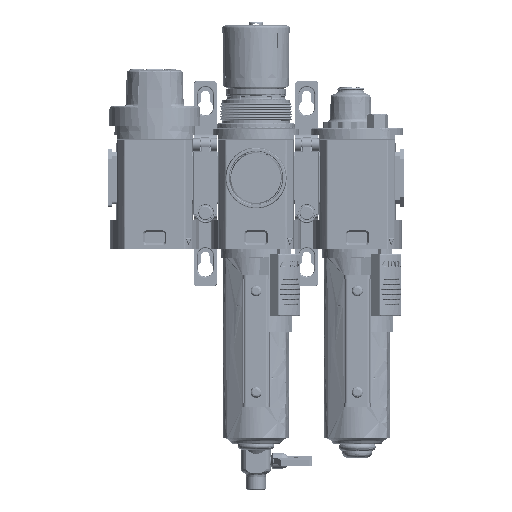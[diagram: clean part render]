
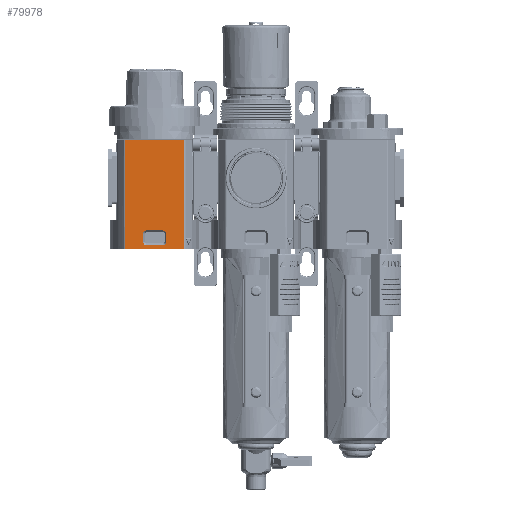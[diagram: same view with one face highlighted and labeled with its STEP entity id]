
A CAD part, top view. The second image highlights one B-rep face of the part: STEP entity #79978.
In plain terms, the highlighted planar face has unit normal (0, 0, 1).
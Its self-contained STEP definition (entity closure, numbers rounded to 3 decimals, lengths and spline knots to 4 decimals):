
#815 = ORIENTED_EDGE ( 'NONE', *, *, #129703, .F. ) ;
#2020 = DIRECTION ( 'NONE',  ( 0., 0., 1. ) ) ;
#3294 = CARTESIAN_POINT ( 'NONE',  ( 0.5797, 2.1841, 1.0236 ) ) ;
#7211 = AXIS2_PLACEMENT_3D ( 'NONE', #105735, #2020, #76895 ) ;
#8155 = VERTEX_POINT ( 'NONE', #166989 ) ;
#11108 = VERTEX_POINT ( 'NONE', #23315 ) ;
#12700 = CARTESIAN_POINT ( 'NONE',  ( 0.5797, 2.1635, 1.0236 ) ) ;
#19953 = EDGE_CURVE ( 'NONE', #28422, #53818, #73009, .T. ) ;
#20161 = VECTOR ( 'NONE', #173870, 39.3701 ) ;
#23315 = CARTESIAN_POINT ( 'NONE',  ( -0.2309, 0.2984, 1.0236 ) ) ;
#28422 = VERTEX_POINT ( 'NONE', #57466 ) ;
#32182 = LINE ( 'NONE', #90768, #78862 ) ;
#34004 = ORIENTED_EDGE ( 'NONE', *, *, #95798, .F. ) ;
#36354 = ORIENTED_EDGE ( 'NONE', *, *, #103864, .F. ) ;
#40560 = CARTESIAN_POINT ( 'NONE',  ( 0.2309, 0.2984, 1.0236 ) ) ;
#42490 = ORIENTED_EDGE ( 'NONE', *, *, #47232, .F. ) ;
#42733 = PLANE ( 'NONE',  #51742 ) ;
#44303 = ORIENTED_EDGE ( 'NONE', *, *, #141668, .F. ) ;
#44621 = DIRECTION ( 'NONE',  ( 0., -1., 0. ) ) ;
#47232 = EDGE_CURVE ( 'NONE', #11108, #62042, #100628, .T. ) ;
#48015 = EDGE_CURVE ( 'NONE', #145721, #89281, #85759, .T. ) ;
#48040 = ORIENTED_EDGE ( 'NONE', *, *, #94363, .F. ) ;
#50120 = CIRCLE ( 'NONE', #7211, 0.0683 ) ;
#51742 = AXIS2_PLACEMENT_3D ( 'NONE', #55225, #171427, #143553 ) ;
#53818 = VERTEX_POINT ( 'NONE', #40560 ) ;
#54266 = FACE_BOUND ( 'NONE', #67145, .T. ) ;
#55225 = CARTESIAN_POINT ( 'NONE',  ( -0.5797, 2.1841, 1.0236 ) ) ;
#55799 = DIRECTION ( 'NONE',  ( 0., 1., 0. ) ) ;
#57120 = VERTEX_POINT ( 'NONE', #70805 ) ;
#57466 = CARTESIAN_POINT ( 'NONE',  ( 0.2309, 0.1449, 1.0236 ) ) ;
#59991 = AXIS2_PLACEMENT_3D ( 'NONE', #159873, #74363, #132924 ) ;
#61127 = ORIENTED_EDGE ( 'NONE', *, *, #71288, .F. ) ;
#62042 = VERTEX_POINT ( 'NONE', #64828 ) ;
#64828 = CARTESIAN_POINT ( 'NONE',  ( -0.2309, 0.1449, 1.0236 ) ) ;
#65063 = VERTEX_POINT ( 'NONE', #160047 ) ;
#67145 = EDGE_LOOP ( 'NONE', ( #36354, #174245, #158190, #86955, #815, #85668, #138616, #42490 ) ) ;
#68492 = DIRECTION ( 'NONE',  ( 1., 0., 0. ) ) ;
#69508 = CARTESIAN_POINT ( 'NONE',  ( 0., 2.1672, 1.0236 ) ) ;
#70805 = CARTESIAN_POINT ( 'NONE',  ( 0.1626, 0.3668, 1.0236 ) ) ;
#71288 = EDGE_CURVE ( 'NONE', #8155, #81918, #180921, .T. ) ;
#73009 = LINE ( 'NONE', #171983, #20161 ) ;
#73733 = DIRECTION ( 'NONE',  ( 0., 0., 1. ) ) ;
#74363 = DIRECTION ( 'NONE',  ( 0., 0., 1. ) ) ;
#76895 = DIRECTION ( 'NONE',  ( 1., 0., 0. ) ) ;
#78862 = VECTOR ( 'NONE', #132089, 39.3701 ) ;
#79943 = AXIS2_PLACEMENT_3D ( 'NONE', #163054, #73733, #132312 ) ;
#79978 = ADVANCED_FACE ( 'NONE', ( #185832, #54266 ), #42733, .F. ) ;
#80109 = CARTESIAN_POINT ( 'NONE',  ( -0.5797, 0., 1.0236 ) ) ;
#81918 = VERTEX_POINT ( 'NONE', #177546 ) ;
#82049 = CARTESIAN_POINT ( 'NONE',  ( 0.3865, 2.1652, 1.0236 ) ) ;
#83223 = B_SPLINE_CURVE_WITH_KNOTS ( 'NONE', 3,
 ( #84904, #172269, #69508, #82049, #85860 ),
 .UNSPECIFIED., .F., .F.,
 ( 4, 1, 4 ),
 ( 0., 0.0147, 0.0294 ),
 .UNSPECIFIED. ) ;
#84904 = CARTESIAN_POINT ( 'NONE',  ( -0.5797, 2.1635, 1.0236 ) ) ;
#85668 = ORIENTED_EDGE ( 'NONE', *, *, #48015, .F. ) ;
#85712 = VECTOR ( 'NONE', #68492, 39.3701 ) ;
#85759 = LINE ( 'NONE', #111749, #85712 ) ;
#85860 = CARTESIAN_POINT ( 'NONE',  ( 0.5797, 2.1635, 1.0236 ) ) ;
#86955 = ORIENTED_EDGE ( 'NONE', *, *, #19953, .F. ) ;
#88772 = LINE ( 'NONE', #3294, #163010 ) ;
#89281 = VERTEX_POINT ( 'NONE', #120847 ) ;
#90768 = CARTESIAN_POINT ( 'NONE',  ( -0.5797, 0.3668, 1.0236 ) ) ;
#91893 = AXIS2_PLACEMENT_3D ( 'NONE', #138888, #92133, #135337 ) ;
#92133 = DIRECTION ( 'NONE',  ( 0., 0., 1. ) ) ;
#92938 = EDGE_CURVE ( 'NONE', #57120, #65063, #32182, .T. ) ;
#94363 = EDGE_CURVE ( 'NONE', #146911, #132246, #83223, .T. ) ;
#95798 = EDGE_CURVE ( 'NONE', #81918, #146911, #144120, .T. ) ;
#98315 = CIRCLE ( 'NONE', #79943, 0.0683 ) ;
#100628 = LINE ( 'NONE', #175463, #103830 ) ;
#103830 = VECTOR ( 'NONE', #145699, 39.3701 ) ;
#103864 = EDGE_CURVE ( 'NONE', #65063, #11108, #98315, .T. ) ;
#105735 = CARTESIAN_POINT ( 'NONE',  ( -0.1626, 0.1449, 1.0236 ) ) ;
#108644 = VECTOR ( 'NONE', #55799, 39.3701 ) ;
#109915 = EDGE_CURVE ( 'NONE', #53818, #57120, #174663, .T. ) ;
#111749 = CARTESIAN_POINT ( 'NONE',  ( -0.5797, 0.0765, 1.0236 ) ) ;
#118242 = EDGE_LOOP ( 'NONE', ( #34004, #61127, #44303, #48040 ) ) ;
#120847 = CARTESIAN_POINT ( 'NONE',  ( 0.1626, 0.0765, 1.0236 ) ) ;
#126058 = CARTESIAN_POINT ( 'NONE',  ( -0.1626, 0.0765, 1.0236 ) ) ;
#129703 = EDGE_CURVE ( 'NONE', #89281, #28422, #130576, .T. ) ;
#130576 = CIRCLE ( 'NONE', #59991, 0.0683 ) ;
#132089 = DIRECTION ( 'NONE',  ( -1., 0., 0. ) ) ;
#132246 = VERTEX_POINT ( 'NONE', #12700 ) ;
#132312 = DIRECTION ( 'NONE',  ( 1., 0., 0. ) ) ;
#132924 = DIRECTION ( 'NONE',  ( 1., 0., 0. ) ) ;
#135337 = DIRECTION ( 'NONE',  ( 1., 0., 0. ) ) ;
#138616 = ORIENTED_EDGE ( 'NONE', *, *, #170572, .F. ) ;
#138888 = CARTESIAN_POINT ( 'NONE',  ( 0.1626, 0.2984, 1.0236 ) ) ;
#140684 = CARTESIAN_POINT ( 'NONE',  ( -0.5797, 2.1635, 1.0236 ) ) ;
#141668 = EDGE_CURVE ( 'NONE', #132246, #8155, #88772, .T. ) ;
#143553 = DIRECTION ( 'NONE',  ( -1., 0., 0. ) ) ;
#144120 = LINE ( 'NONE', #172935, #108644 ) ;
#145699 = DIRECTION ( 'NONE',  ( 0., -1., 0. ) ) ;
#145721 = VERTEX_POINT ( 'NONE', #126058 ) ;
#146911 = VERTEX_POINT ( 'NONE', #140684 ) ;
#147896 = VECTOR ( 'NONE', #166552, 39.3701 ) ;
#158190 = ORIENTED_EDGE ( 'NONE', *, *, #109915, .F. ) ;
#159873 = CARTESIAN_POINT ( 'NONE',  ( 0.1626, 0.1449, 1.0236 ) ) ;
#160047 = CARTESIAN_POINT ( 'NONE',  ( -0.1626, 0.3668, 1.0236 ) ) ;
#163010 = VECTOR ( 'NONE', #44621, 39.3701 ) ;
#163054 = CARTESIAN_POINT ( 'NONE',  ( -0.1626, 0.2984, 1.0236 ) ) ;
#166552 = DIRECTION ( 'NONE',  ( -1., 0., 0. ) ) ;
#166989 = CARTESIAN_POINT ( 'NONE',  ( 0.5797, 0., 1.0236 ) ) ;
#170572 = EDGE_CURVE ( 'NONE', #62042, #145721, #50120, .T. ) ;
#171427 = DIRECTION ( 'NONE',  ( 0., 0., -1. ) ) ;
#171983 = CARTESIAN_POINT ( 'NONE',  ( 0.2309, 2.1841, 1.0236 ) ) ;
#172269 = CARTESIAN_POINT ( 'NONE',  ( -0.3865, 2.1652, 1.0236 ) ) ;
#172935 = CARTESIAN_POINT ( 'NONE',  ( -0.5797, 2.1841, 1.0236 ) ) ;
#173870 = DIRECTION ( 'NONE',  ( 0., 1., 0. ) ) ;
#174245 = ORIENTED_EDGE ( 'NONE', *, *, #92938, .F. ) ;
#174663 = CIRCLE ( 'NONE', #91893, 0.0683 ) ;
#175463 = CARTESIAN_POINT ( 'NONE',  ( -0.2309, 2.1841, 1.0236 ) ) ;
#177546 = CARTESIAN_POINT ( 'NONE',  ( -0.5797, 0., 1.0236 ) ) ;
#180921 = LINE ( 'NONE', #80109, #147896 ) ;
#185832 = FACE_OUTER_BOUND ( 'NONE', #118242, .T. ) ;
